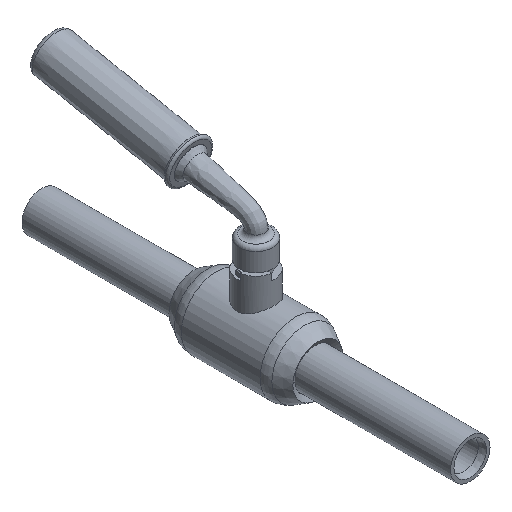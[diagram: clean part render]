
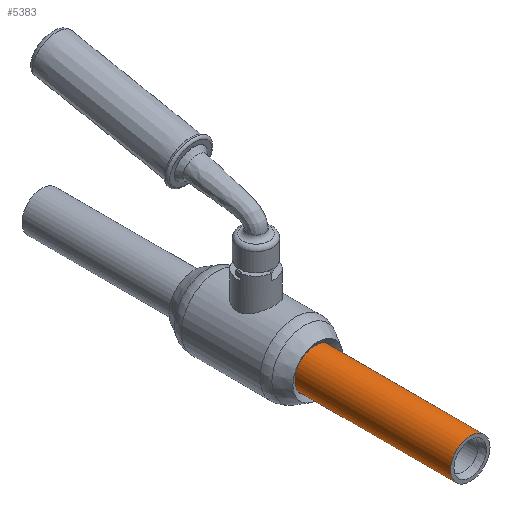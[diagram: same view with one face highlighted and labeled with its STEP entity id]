
A CAD part, isometric view. The second image highlights one B-rep face of the part: STEP entity #5383.
In plain terms, the highlighted face is a extrusion surface.
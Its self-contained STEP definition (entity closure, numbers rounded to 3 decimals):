
#5343=CARTESIAN_POINT('',(0.,-7.7,10.65));
#5344=VERTEX_POINT('',#5343);
#5345=CARTESIAN_POINT('',(0.,-7.7,0.));
#5346=DIRECTION('',(0.,-1.,0.));
#5347=DIRECTION('',(-0.,0.,1.));
#5348=AXIS2_PLACEMENT_3D('',#5345,#5346,#5347);
#5349=CIRCLE('',#5348,10.65);
#5350=EDGE_CURVE('',#5344,#5344,#5349,.T.);
#5355=CARTESIAN_POINT('',(0.,-115.5,0.));
#5356=DIRECTION('',(0.,1.,0.));
#5357=DIRECTION('',(-0.,0.,1.));
#5358=AXIS2_PLACEMENT_3D('',#5355,#5356,#5357);
#5359=CIRCLE('',#5358,10.65);
#5360=TRIMMED_CURVE('',#5359,(PARAMETER_VALUE(0.)),(PARAMETER_VALUE(360.)),.T.,.PARAMETER.);
#5361=DIRECTION('',(0.,-1.,0.));
#5362=VECTOR('',#5361,1.);
#5363=SURFACE_OF_LINEAR_EXTRUSION('',#5360,#5362);
#5364=CARTESIAN_POINT('',(-0.,-115.5,10.65));
#5365=VERTEX_POINT('',#5364);
#5366=CARTESIAN_POINT('',(0.,-115.5,10.65));
#5367=DIRECTION('',(-0.,1.,-0.));
#5368=VECTOR('',#5367,107.8);
#5369=LINE('',#5366,#5368);
#5370=EDGE_CURVE('',#5365,#5344,#5369,.T.);
#5371=ORIENTED_EDGE('',*,*,#5370,.F.);
#5372=CARTESIAN_POINT('',(0.,-115.5,0.));
#5373=DIRECTION('',(-0.,-1.,-0.));
#5374=DIRECTION('',(-0.,0.,1.));
#5375=AXIS2_PLACEMENT_3D('',#5372,#5373,#5374);
#5376=CIRCLE('',#5375,10.65);
#5377=EDGE_CURVE('',#5365,#5365,#5376,.T.);
#5378=ORIENTED_EDGE('',*,*,#5377,.F.);
#5379=ORIENTED_EDGE('',*,*,#5370,.T.);
#5380=ORIENTED_EDGE('',*,*,#5350,.T.);
#5381=EDGE_LOOP('',(#5371,#5378,#5379,#5380));
#5382=FACE_BOUND('',#5381,.T.);
#5383=ADVANCED_FACE('',(#5382),#5363,.F.);
